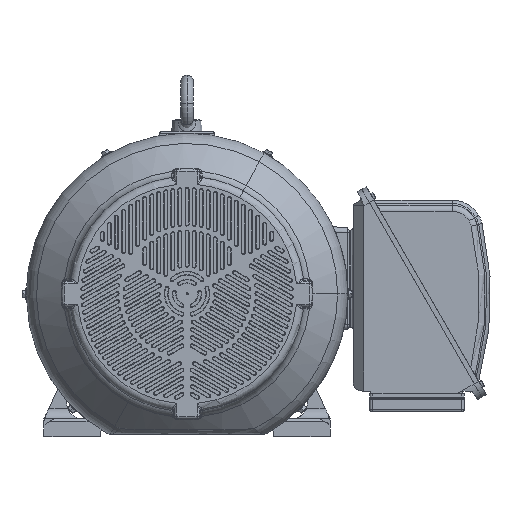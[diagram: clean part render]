
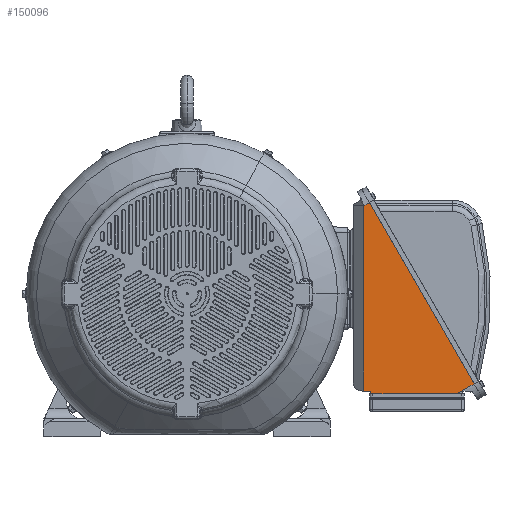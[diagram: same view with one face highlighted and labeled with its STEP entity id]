
A CAD part, front view. The second image highlights one B-rep face of the part: STEP entity #150096.
In plain terms, the highlighted planar face has unit normal (0, -1, 0).
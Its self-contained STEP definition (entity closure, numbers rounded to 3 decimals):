
#764 = DIRECTION ( 'NONE',  ( -0.866, 0., -0.5 ) ) ;
#2155 = LINE ( 'NONE', #39378, #61361 ) ;
#9940 = EDGE_CURVE ( 'NONE', #31131, #106244, #37171, .T. ) ;
#14697 = ORIENTED_EDGE ( 'NONE', *, *, #95943, .F. ) ;
#17074 = VECTOR ( 'NONE', #143142, 39.37 ) ;
#19213 = DIRECTION ( 'NONE',  ( 0., 0., 1. ) ) ;
#25047 = CARTESIAN_POINT ( 'NONE',  ( 13.714, -7.776, 6.851 ) ) ;
#28332 = CARTESIAN_POINT ( 'NONE',  ( 14.173, -7.776, -7.48 ) ) ;
#28554 = DIRECTION ( 'NONE',  ( 0., 0., -1. ) ) ;
#31060 = AXIS2_PLACEMENT_3D ( 'NONE', #139249, #91563, #28554 ) ;
#31131 = VERTEX_POINT ( 'NONE', #94013 ) ;
#33164 = EDGE_CURVE ( 'NONE', #90863, #53123, #131477, .T. ) ;
#34322 = VERTEX_POINT ( 'NONE', #98829 ) ;
#37171 = LINE ( 'NONE', #25047, #137919 ) ;
#39378 = CARTESIAN_POINT ( 'NONE',  ( 13.622, -7.776, 1.181 ) ) ;
#39883 = FACE_OUTER_BOUND ( 'NONE', #156673, .T. ) ;
#45634 = LINE ( 'NONE', #57746, #92050 ) ;
#48824 = ORIENTED_EDGE ( 'NONE', *, *, #145097, .T. ) ;
#53123 = VERTEX_POINT ( 'NONE', #28332 ) ;
#57746 = CARTESIAN_POINT ( 'NONE',  ( 12.598, -7.776, -7.48 ) ) ;
#58004 = EDGE_CURVE ( 'NONE', #74409, #90863, #83318, .T. ) ;
#61361 = VECTOR ( 'NONE', #64420, 39.37 ) ;
#64420 = DIRECTION ( 'NONE',  ( 0., 0., -1. ) ) ;
#69555 = ORIENTED_EDGE ( 'NONE', *, *, #9940, .T. ) ;
#74029 = CARTESIAN_POINT ( 'NONE',  ( 13.622, -7.776, 6.798 ) ) ;
#74409 = VERTEX_POINT ( 'NONE', #116949 ) ;
#78673 = LINE ( 'NONE', #140886, #142689 ) ;
#83318 = LINE ( 'NONE', #155287, #17074 ) ;
#87104 = EDGE_CURVE ( 'NONE', #74409, #34322, #102965, .T. ) ;
#89967 = PLANE ( 'NONE',  #31060 ) ;
#90863 = VERTEX_POINT ( 'NONE', #117461 ) ;
#91563 = DIRECTION ( 'NONE',  ( 0., 1., 0. ) ) ;
#92050 = VECTOR ( 'NONE', #159520, 39.37 ) ;
#92775 = CARTESIAN_POINT ( 'NONE',  ( 14.173, -7.776, 1.181 ) ) ;
#94013 = CARTESIAN_POINT ( 'NONE',  ( 14.055, -7.776, 7.048 ) ) ;
#95943 = EDGE_CURVE ( 'NONE', #53123, #115920, #45634, .T. ) ;
#98829 = CARTESIAN_POINT ( 'NONE',  ( 22.126, -7.776, -6.931 ) ) ;
#102174 = CARTESIAN_POINT ( 'NONE',  ( 18.493, -7.776, -9.029 ) ) ;
#102476 = ORIENTED_EDGE ( 'NONE', *, *, #87104, .T. ) ;
#102965 = LINE ( 'NONE', #102174, #135557 ) ;
#106244 = VERTEX_POINT ( 'NONE', #74029 ) ;
#111954 = CARTESIAN_POINT ( 'NONE',  ( 13.622, -7.776, -7.48 ) ) ;
#115920 = VERTEX_POINT ( 'NONE', #111954 ) ;
#116949 = CARTESIAN_POINT ( 'NONE',  ( 20.834, -7.776, -7.677 ) ) ;
#117461 = CARTESIAN_POINT ( 'NONE',  ( 14.173, -7.776, -7.677 ) ) ;
#131477 = LINE ( 'NONE', #92775, #136662 ) ;
#135557 = VECTOR ( 'NONE', #138568, 39.37 ) ;
#135659 = ORIENTED_EDGE ( 'NONE', *, *, #33164, .F. ) ;
#136662 = VECTOR ( 'NONE', #19213, 39.37 ) ;
#137919 = VECTOR ( 'NONE', #764, 39.37 ) ;
#138568 = DIRECTION ( 'NONE',  ( 0.866, 0., 0.5 ) ) ;
#139249 = CARTESIAN_POINT ( 'NONE',  ( 12.598, -7.776, 1.181 ) ) ;
#139401 = ORIENTED_EDGE ( 'NONE', *, *, #158970, .F. ) ;
#140886 = CARTESIAN_POINT ( 'NONE',  ( 16.231, -7.776, 3.279 ) ) ;
#142689 = VECTOR ( 'NONE', #151414, 39.37 ) ;
#143142 = DIRECTION ( 'NONE',  ( -1., 0., 0. ) ) ;
#145097 = EDGE_CURVE ( 'NONE', #106244, #115920, #2155, .T. ) ;
#148134 = ORIENTED_EDGE ( 'NONE', *, *, #58004, .F. ) ;
#150096 = ADVANCED_FACE ( 'NONE', ( #39883 ), #89967, .F. ) ;
#151414 = DIRECTION ( 'NONE',  ( 0.5, 0., -0.866 ) ) ;
#155287 = CARTESIAN_POINT ( 'NONE',  ( 12.598, -7.776, -7.677 ) ) ;
#156673 = EDGE_LOOP ( 'NONE', ( #69555, #48824, #14697, #135659, #148134, #102476, #139401 ) ) ;
#158970 = EDGE_CURVE ( 'NONE', #31131, #34322, #78673, .T. ) ;
#159520 = DIRECTION ( 'NONE',  ( -1., 0., 0. ) ) ;
